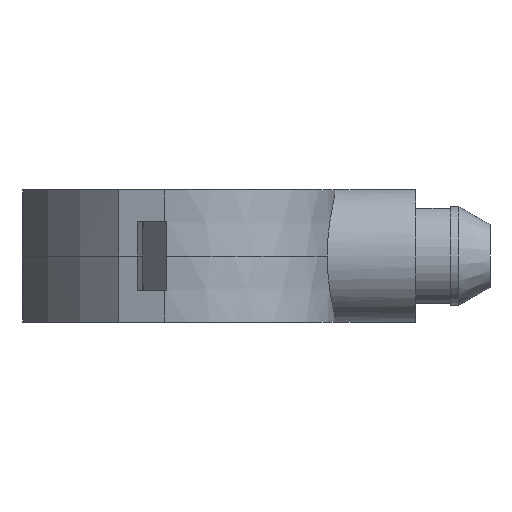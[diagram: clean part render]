
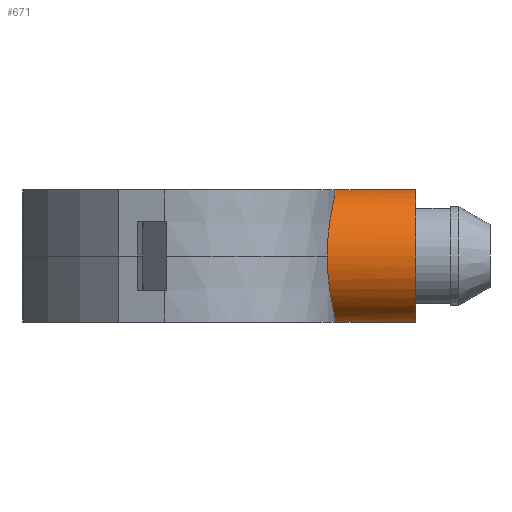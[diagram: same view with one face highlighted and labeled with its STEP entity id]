
A CAD part, left-side view. The second image highlights one B-rep face of the part: STEP entity #671.
In plain terms, the highlighted cylindrical face has radius 4.109 mm (diameter 8.218 mm), a partial arc.
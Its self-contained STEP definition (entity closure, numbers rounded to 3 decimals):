
#43 = EDGE_LOOP ( 'NONE', ( #5060, #3463, #2201, #2683, #2260, #1960, #379 ) ) ;
#169 = VERTEX_POINT ( 'NONE', #1279 ) ;
#172 = DIRECTION ( 'NONE',  ( 0., 1., 0. ) ) ;
#178 = CARTESIAN_POINT ( 'NONE',  ( -3.118, -0.897, -2.778 ) ) ;
#213 = EDGE_CURVE ( 'NONE', #2490, #5233, #5303, .T. ) ;
#215 = CARTESIAN_POINT ( 'NONE',  ( -3.812, -0.72, -1.688 ) ) ;
#264 = EDGE_CURVE ( 'NONE', #5442, #4319, #2980, .T. ) ;
#367 = LINE ( 'NONE', #4041, #3198 ) ;
#379 = ORIENTED_EDGE ( 'NONE', *, *, #2533, .F. ) ;
#383 = CARTESIAN_POINT ( 'NONE',  ( -1.721, -1.081, 3.784 ) ) ;
#431 = AXIS2_PLACEMENT_3D ( 'NONE', #3032, #3121, #5288 ) ;
#485 = CYLINDRICAL_SURFACE ( 'NONE', #2556, 4.109 ) ;
#671 = ADVANCED_FACE ( 'NONE', ( #2905 ), #485, .T. ) ;
#694 = CARTESIAN_POINT ( 'NONE',  ( -3.502, -0.805, -2.254 ) ) ;
#963 = CARTESIAN_POINT ( 'NONE',  ( -1., -5.97, 4. ) ) ;
#1108 = CARTESIAN_POINT ( 'NONE',  ( -1.302, -1.08, -3.917 ) ) ;
#1129 = CARTESIAN_POINT ( 'NONE',  ( -3.615, -0.775, -2.07 ) ) ;
#1198 = CARTESIAN_POINT ( 'NONE',  ( -1., -5.97, -4. ) ) ;
#1208 = CARTESIAN_POINT ( 'NONE',  ( -4.168, -0.616, 0. ) ) ;
#1245 = CARTESIAN_POINT ( 'NONE',  ( -0.059, -5.97, 0. ) ) ;
#1279 = CARTESIAN_POINT ( 'NONE',  ( -1., -1.079, 4. ) ) ;
#1312 = CARTESIAN_POINT ( 'NONE',  ( -4.151, -0.618, 0.436 ) ) ;
#1384 = CARTESIAN_POINT ( 'NONE',  ( -1., -1.079, -4. ) ) ;
#1662 = CARTESIAN_POINT ( 'NONE',  ( -1., -1.079, -4. ) ) ;
#1678 = CARTESIAN_POINT ( 'NONE',  ( -3.502, -0.805, 2.254 ) ) ;
#1680 = CARTESIAN_POINT ( 'NONE',  ( -1.203, -1.079, -3.948 ) ) ;
#1771 = B_SPLINE_CURVE_WITH_KNOTS ( 'NONE', 3,
 ( #1108, #2829, #1888, #4961, #178, #694, #1129, #215, #4941, #4131, #4907, #2336, #4919, #2391 ),
 .UNSPECIFIED., .F., .F.,
 ( 4, 2, 2, 2, 2, 2, 4 ),
 ( 0., 0.001, 0.003, 0.003, 0.004, 0.005, 0.005 ),
 .UNSPECIFIED. ) ;
#1818 = LINE ( 'NONE', #963, #3704 ) ;
#1888 = CARTESIAN_POINT ( 'NONE',  ( -2.106, -1.052, -3.59 ) ) ;
#1960 = ORIENTED_EDGE ( 'NONE', *, *, #4557, .T. ) ;
#2113 = CARTESIAN_POINT ( 'NONE',  ( -3.895, -0.696, 1.49 ) ) ;
#2163 = DIRECTION ( 'NONE',  ( 0., 1., 0. ) ) ;
#2201 = ORIENTED_EDGE ( 'NONE', *, *, #264, .F. ) ;
#2250 = EDGE_CURVE ( 'NONE', #169, #3341, #4051, .T. ) ;
#2260 = ORIENTED_EDGE ( 'NONE', *, *, #2250, .T. ) ;
#2320 = CARTESIAN_POINT ( 'NONE',  ( -1.302, -1.08, 3.917 ) ) ;
#2336 = CARTESIAN_POINT ( 'NONE',  ( -4.151, -0.618, -0.436 ) ) ;
#2391 = CARTESIAN_POINT ( 'NONE',  ( -4.168, -0.616, 0. ) ) ;
#2490 = VERTEX_POINT ( 'NONE', #1384 ) ;
#2533 = EDGE_CURVE ( 'NONE', #5233, #3591, #1771, .T. ) ;
#2534 = CARTESIAN_POINT ( 'NONE',  ( -2.813, -0.959, 3.081 ) ) ;
#2553 = CARTESIAN_POINT ( 'NONE',  ( -4.168, -0.616, 0. ) ) ;
#2556 = AXIS2_PLACEMENT_3D ( 'NONE', #1245, #2163, #3423 ) ;
#2610 = CARTESIAN_POINT ( 'NONE',  ( -3.615, -0.775, 2.07 ) ) ;
#2683 = ORIENTED_EDGE ( 'NONE', *, *, #3164, .T. ) ;
#2829 = CARTESIAN_POINT ( 'NONE',  ( -1.721, -1.081, -3.784 ) ) ;
#2905 = FACE_OUTER_BOUND ( 'NONE', #43, .T. ) ;
#2980 = CIRCLE ( 'NONE', #431, 4.109 ) ;
#3021 = CARTESIAN_POINT ( 'NONE',  ( -3.118, -0.897, 2.778 ) ) ;
#3032 = CARTESIAN_POINT ( 'NONE',  ( -0.059, -5.97, 0. ) ) ;
#3084 = CARTESIAN_POINT ( 'NONE',  ( -1., -1.079, 4. ) ) ;
#3121 = DIRECTION ( 'NONE',  ( 0., -1., 0. ) ) ;
#3164 = EDGE_CURVE ( 'NONE', #5442, #169, #1818, .T. ) ;
#3198 = VECTOR ( 'NONE', #172, 1000. ) ;
#3341 = VERTEX_POINT ( 'NONE', #2320 ) ;
#3423 = DIRECTION ( 'NONE',  ( 0., 0., 1. ) ) ;
#3449 = CARTESIAN_POINT ( 'NONE',  ( -4.03, -0.655, 1.078 ) ) ;
#3463 = ORIENTED_EDGE ( 'NONE', *, *, #4030, .F. ) ;
#3554 = DIRECTION ( 'NONE',  ( 0., 1., 0. ) ) ;
#3591 = VERTEX_POINT ( 'NONE', #1208 ) ;
#3704 = VECTOR ( 'NONE', #3554, 1000. ) ;
#3879 = CARTESIAN_POINT ( 'NONE',  ( -4.082, -0.639, 0.865 ) ) ;
#4030 = EDGE_CURVE ( 'NONE', #4319, #2490, #367, .T. ) ;
#4041 = CARTESIAN_POINT ( 'NONE',  ( -1., -5.97, -4. ) ) ;
#4051 =( BOUNDED_CURVE ( )  B_SPLINE_CURVE ( 3, ( #3084, #4369, #4824, #4802 ),
 .UNSPECIFIED., .F., .F. ) 
 B_SPLINE_CURVE_WITH_KNOTS ( ( 4, 4 ),
 ( 0.231, 0.307 ),
 .UNSPECIFIED. ) 
 CURVE ( )  GEOMETRIC_REPRESENTATION_ITEM ( )  RATIONAL_B_SPLINE_CURVE ( ( 1., 1., 1., 1. ) ) 
 REPRESENTATION_ITEM ( '' )  );
#4131 = CARTESIAN_POINT ( 'NONE',  ( -4.03, -0.655, -1.078 ) ) ;
#4319 = VERTEX_POINT ( 'NONE', #1198 ) ;
#4369 = CARTESIAN_POINT ( 'NONE',  ( -1.102, -1.079, 3.976 ) ) ;
#4557 = EDGE_CURVE ( 'NONE', #3341, #3591, #5339, .T. ) ;
#4566 = CARTESIAN_POINT ( 'NONE',  ( -1., -5.97, 4. ) ) ;
#4668 = CARTESIAN_POINT ( 'NONE',  ( -1.302, -1.08, 3.917 ) ) ;
#4688 = CARTESIAN_POINT ( 'NONE',  ( -3.812, -0.72, 1.688 ) ) ;
#4756 = CARTESIAN_POINT ( 'NONE',  ( -4.168, -0.614, 0.219 ) ) ;
#4802 = CARTESIAN_POINT ( 'NONE',  ( -1.302, -1.08, 3.917 ) ) ;
#4820 = CARTESIAN_POINT ( 'NONE',  ( -1.302, -1.08, -3.917 ) ) ;
#4824 = CARTESIAN_POINT ( 'NONE',  ( -1.203, -1.079, 3.948 ) ) ;
#4907 = CARTESIAN_POINT ( 'NONE',  ( -4.082, -0.639, -0.865 ) ) ;
#4919 = CARTESIAN_POINT ( 'NONE',  ( -4.168, -0.614, -0.219 ) ) ;
#4941 = CARTESIAN_POINT ( 'NONE',  ( -3.895, -0.696, -1.49 ) ) ;
#4961 = CARTESIAN_POINT ( 'NONE',  ( -2.813, -0.959, -3.081 ) ) ;
#5060 = ORIENTED_EDGE ( 'NONE', *, *, #213, .F. ) ;
#5100 = CARTESIAN_POINT ( 'NONE',  ( -2.106, -1.052, 3.59 ) ) ;
#5104 = CARTESIAN_POINT ( 'NONE',  ( -1.302, -1.08, -3.917 ) ) ;
#5233 = VERTEX_POINT ( 'NONE', #4820 ) ;
#5288 = DIRECTION ( 'NONE',  ( 0., 0., 1. ) ) ;
#5303 =( BOUNDED_CURVE ( )  B_SPLINE_CURVE ( 3, ( #1662, #5513, #1680, #5104 ),
 .UNSPECIFIED., .F., .F. ) 
 B_SPLINE_CURVE_WITH_KNOTS ( ( 4, 4 ),
 ( 0.231, 0.307 ),
 .UNSPECIFIED. ) 
 CURVE ( )  GEOMETRIC_REPRESENTATION_ITEM ( )  RATIONAL_B_SPLINE_CURVE ( ( 1., 1., 1., 1. ) ) 
 REPRESENTATION_ITEM ( '' )  );
#5339 = B_SPLINE_CURVE_WITH_KNOTS ( 'NONE', 3,
 ( #4668, #383, #5100, #2534, #3021, #1678, #2610, #4688, #2113, #3449, #3879, #1312, #4756, #2553 ),
 .UNSPECIFIED., .F., .F.,
 ( 4, 2, 2, 2, 2, 2, 4 ),
 ( 0., 0.001, 0.003, 0.003, 0.004, 0.005, 0.005 ),
 .UNSPECIFIED. ) ;
#5442 = VERTEX_POINT ( 'NONE', #4566 ) ;
#5513 = CARTESIAN_POINT ( 'NONE',  ( -1.102, -1.079, -3.976 ) ) ;
